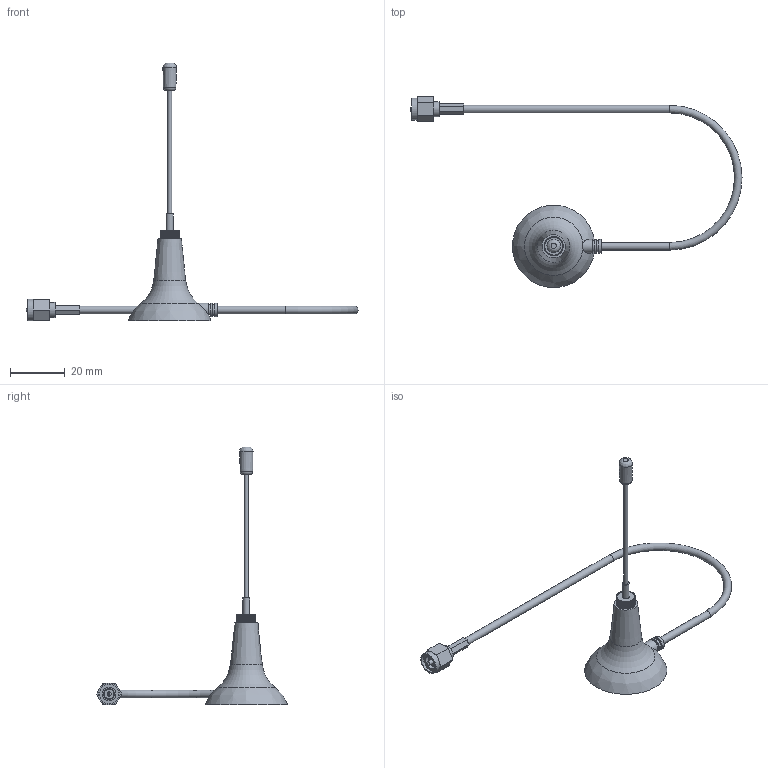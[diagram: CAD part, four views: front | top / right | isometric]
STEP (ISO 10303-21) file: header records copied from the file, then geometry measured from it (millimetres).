
FILE_DESCRIPTION(/* description */ (''),/* implementation_level */ '2;1');
FILE_NAME(/* name */ '3d_ANT-868-02_APONE.step',/* time_stamp */ '2021-08-02T13:03:19+02:00',/* author */ (''),/* organization */ (''),/* preprocessor_version */ 'ST-DEVELOPER v18.1',/* originating_system */ 'Autodesk Translation Framework v10.9.0.1377',/* authorisation */ '');
FILE_SCHEMA (('AUTOMOTIVE_DESIGN { 1 0 10303 214 3 1 1 }'));
Length unit declared in the file: millimetre
Products named in the file (7): ANT-868-02; Component1; Component2; Component3; Component4; Component5; Component6
Assembly tree (6 placements, depth 2):
  ANT-868-02
    Component1
    Component2
    Component3
    Component4
    Component5
    Component6
Bounding box: 120.97 x 69.64 x 94 mm (x, y, z)
Volume: 8313.2 mm3; surface area: 5231.2 mm2
Topology: 6 solids, 6 shells, 367 faces, 1023 edges, 679 vertices
Faces by surface type: plane 243, cylinder 116, bspline 3, torus 3, cone 2
Full cylindrical faces by diameter (mm): 1.5 x2, 2.5 x1, 2.75 x2, 3.5 x1, 4 x3, 5 x3, 5.5 x1, 7 x1, 8 x1
Entity records: 12145 total; most frequent: CARTESIAN_POINT 2254, ORIENTED_EDGE 2046, DIRECTION 2029, EDGE_CURVE 1023, LINE 759, VECTOR 759, VERTEX_POINT 679, AXIS2_PLACEMENT_3D 635
